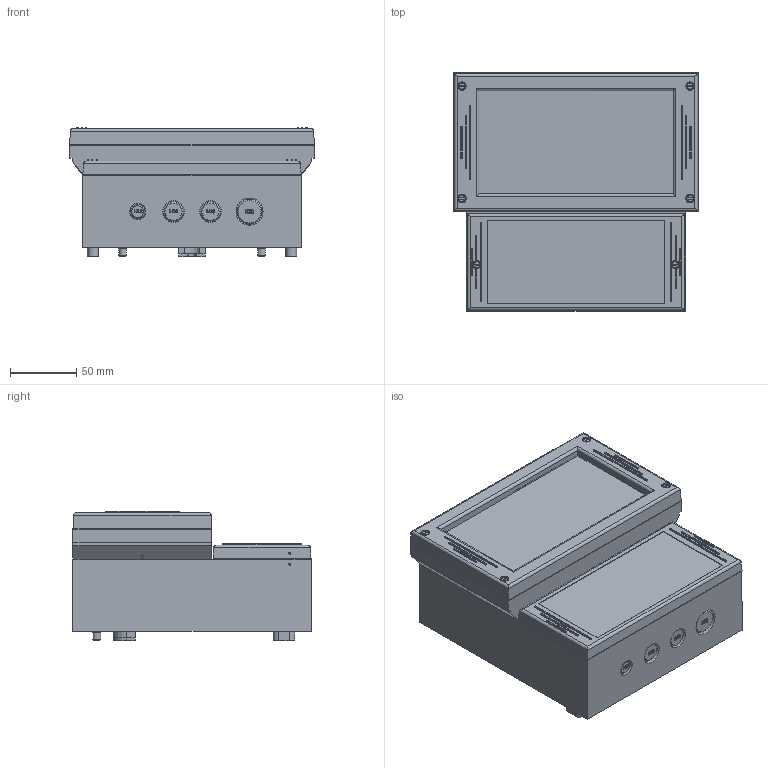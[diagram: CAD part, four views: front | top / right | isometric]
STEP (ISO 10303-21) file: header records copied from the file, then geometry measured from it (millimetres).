
FILE_DESCRIPTION((''),'2;1');
FILE_NAME('kat-mbrc2-16-ra.stp','2009-12-09T15:29:29',('marcel.johanning'),(''),'Autodesk Inventor 2010','Autodesk Inventor 2010','');
FILE_SCHEMA(('AUTOMOTIVE_DESIGN { 1 0 10303 214 1 1 1 1 }'));
Length unit declared in the file: millimetre
Products named in the file (11): mbrca16-X20-UT+Rahmen+Fpl; mbrca16-X20-Deckel; mbrca16-X20-UT; Stopfen GPN910-2179; DIN 7964 A  M3 x 16; Gewinde Dübel M3; 231-Adapterecke-X01; Rahmen+Frontplatte; mbrca16-X20-Rahmen; MBRCA16-X20-Frontplatte; DIN EN ISO 7045  H  M2.5 x 6 - 4.8 - H
Assembly tree (32 placements, depth 3):
  mbrca16-X20-UT+Rahmen+Fpl
    mbrca16-X20-Deckel
    mbrca16-X20-UT
    Stopfen GPN910-2179
    DIN 7964 A  M3 x 16  x6
    Gewinde Dübel M3  x10
    231-Adapterecke-X01  x4
    Rahmen+Frontplatte
      mbrca16-X20-Rahmen
      MBRCA16-X20-Frontplatte
      DIN EN ISO 7045  H  M2.5 x 6 - 4.8 - H  x6
Bounding box: 185 x 180 x 97.7 mm (x, y, z)
Volume: 439552.3 mm3; surface area: 326376.2 mm2
Topology: 31 solids, 31 shells, 2272 faces, 5747 edges, 3686 vertices
Faces by surface type: plane 1101, bspline 479, cylinder 387, cone 256, torus 43, sphere 6
Full cylindrical faces by diameter (mm): 1.5 x1, 2.256 x6, 2.3 x6, 2.5 x6, 3 x6, 3.9 x10, 7 x2, 13.4 x1, 18 x1
Entity records: 64314 total; most frequent: CARTESIAN_POINT 20390, ORIENTED_EDGE 9164, DIRECTION 8302, EDGE_CURVE 4582, VERTEX_POINT 3083, VECTOR 2800, LINE 2800, AXIS2_PLACEMENT_3D 2751
